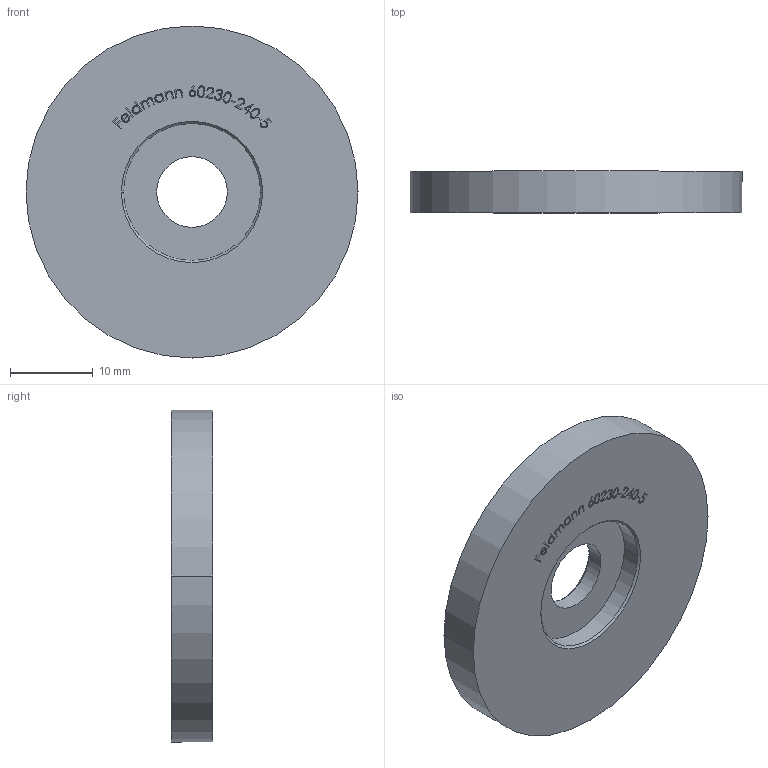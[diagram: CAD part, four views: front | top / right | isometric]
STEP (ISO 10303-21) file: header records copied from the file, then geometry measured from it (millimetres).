
FILE_DESCRIPTION (( 'STEP AP203' ), '1' );
FILE_NAME ('60230-240-5.step', '2020-10-27T08:38:41', ( '' ), ( '' ), 'SwSTEP 2.0', 'SolidWorks 2018', '' );
FILE_SCHEMA (( 'CONFIG_CONTROL_DESIGN' ));
Length unit declared in the file: millimetre
Products named in the file (2): 60230-240-5
Bounding box: 40 x 5 x 40 mm (x, y, z)
Volume: 5601 mm3; surface area: 3220 mm2
Topology: 1 solids, 1 shells, 257 faces, 677 edges, 450 vertices
Faces by surface type: plane 129, bspline 118, cylinder 6, cone 4
Entity records: 14874 total; most frequent: CARTESIAN_POINT 9152, ORIENTED_EDGE 1354, DIRECTION 739, EDGE_CURVE 677, VERTEX_POINT 450, LINE 425, VECTOR 425, EDGE_LOOP 287
